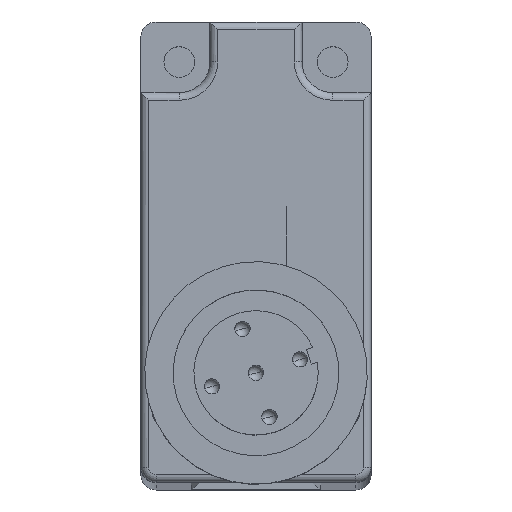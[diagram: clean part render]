
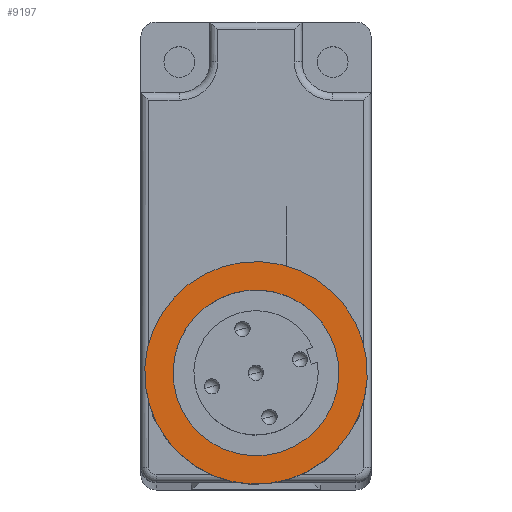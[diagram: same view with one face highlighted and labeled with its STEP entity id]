
A CAD part, top view. The second image highlights one B-rep face of the part: STEP entity #9197.
In plain terms, the highlighted face is planar.
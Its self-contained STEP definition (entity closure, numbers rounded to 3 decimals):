
#303 = VERTEX_POINT ( 'NONE', #5535 ) ;
#910 = CARTESIAN_POINT ( 'NONE',  ( 20.05, 0., 0. ) ) ;
#927 = ORIENTED_EDGE ( 'NONE', *, *, #7028, .T. ) ;
#942 = VERTEX_POINT ( 'NONE', #9814 ) ;
#955 = EDGE_CURVE ( 'NONE', #4802, #4040, #5482, .T. ) ;
#1356 = CARTESIAN_POINT ( 'NONE',  ( 20.05, 0., 0. ) ) ;
#1397 = DIRECTION ( 'NONE',  ( -1., 0., 0. ) ) ;
#1421 = DIRECTION ( 'NONE',  ( 0., -1., 0. ) ) ;
#1705 = DIRECTION ( 'NONE',  ( 0., -1., 0. ) ) ;
#2427 = DIRECTION ( 'NONE',  ( 0., 1., 0. ) ) ;
#2508 = DIRECTION ( 'NONE',  ( 1., 0., 0. ) ) ;
#2953 = AXIS2_PLACEMENT_3D ( 'NONE', #7282, #2508, #8073 ) ;
#3212 = EDGE_LOOP ( 'NONE', ( #927, #4673 ) ) ;
#3216 = DIRECTION ( 'NONE',  ( 1., 0., 0. ) ) ;
#3546 = ORIENTED_EDGE ( 'NONE', *, *, #8637, .T. ) ;
#3716 = CIRCLE ( 'NONE', #7630, 7.25 ) ;
#3854 = EDGE_LOOP ( 'NONE', ( #3546, #7297 ) ) ;
#3859 = CIRCLE ( 'NONE', #2953, 5.4 ) ;
#3942 = CIRCLE ( 'NONE', #5773, 5.4 ) ;
#4040 = VERTEX_POINT ( 'NONE', #5611 ) ;
#4673 = ORIENTED_EDGE ( 'NONE', *, *, #955, .T. ) ;
#4802 = VERTEX_POINT ( 'NONE', #6917 ) ;
#5482 = CIRCLE ( 'NONE', #7123, 7.25 ) ;
#5535 = CARTESIAN_POINT ( 'NONE',  ( 20.05, 0., -5.4 ) ) ;
#5611 = CARTESIAN_POINT ( 'NONE',  ( 20.05, -7.25, 0. ) ) ;
#5773 = AXIS2_PLACEMENT_3D ( 'NONE', #7988, #3216, #8769 ) ;
#6414 = CARTESIAN_POINT ( 'NONE',  ( 20.05, 0., -7.25 ) ) ;
#6513 = DIRECTION ( 'NONE',  ( -1., 0., 0. ) ) ;
#6828 = FACE_BOUND ( 'NONE', #3854, .T. ) ;
#6839 = AXIS2_PLACEMENT_3D ( 'NONE', #6414, #7218, #2427 ) ;
#6917 = CARTESIAN_POINT ( 'NONE',  ( 20.05, 7.25, 0. ) ) ;
#7028 = EDGE_CURVE ( 'NONE', #4040, #4802, #3716, .T. ) ;
#7123 = AXIS2_PLACEMENT_3D ( 'NONE', #1356, #1397, #1421 ) ;
#7218 = DIRECTION ( 'NONE',  ( 1., 0., 0. ) ) ;
#7282 = CARTESIAN_POINT ( 'NONE',  ( 20.05, 0., 0. ) ) ;
#7297 = ORIENTED_EDGE ( 'NONE', *, *, #7955, .T. ) ;
#7630 = AXIS2_PLACEMENT_3D ( 'NONE', #910, #6513, #1705 ) ;
#7955 = EDGE_CURVE ( 'NONE', #303, #942, #3942, .T. ) ;
#7988 = CARTESIAN_POINT ( 'NONE',  ( 20.05, 0., 0. ) ) ;
#8073 = DIRECTION ( 'NONE',  ( 0., 0., 1. ) ) ;
#8637 = EDGE_CURVE ( 'NONE', #942, #303, #3859, .T. ) ;
#8755 = PLANE ( 'NONE',  #6839 ) ;
#8769 = DIRECTION ( 'NONE',  ( 0., 0., 1. ) ) ;
#8907 = FACE_OUTER_BOUND ( 'NONE', #3212, .T. ) ;
#9197 = ADVANCED_FACE ( 'NONE', ( #6828, #8907 ), #8755, .F. ) ;
#9814 = CARTESIAN_POINT ( 'NONE',  ( 20.05, 0., 5.4 ) ) ;
